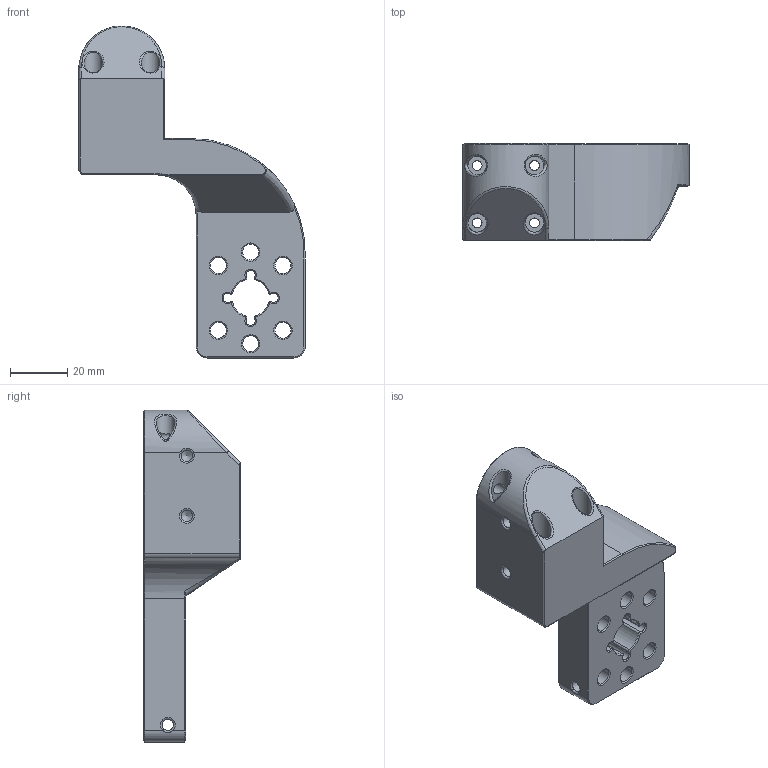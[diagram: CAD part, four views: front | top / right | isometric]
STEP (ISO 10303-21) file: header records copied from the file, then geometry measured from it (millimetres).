
FILE_DESCRIPTION(/* description */ (''),/* implementation_level */ '2;1');
FILE_NAME(/* name */ 'B-Z_No_Magneham_3-B.stp',/* time_stamp */ '2020-10-15T13:38:24-07:00',/* author */ (''),/* organization */ (''),/* preprocessor_version */ 'ST-DEVELOPER v18.1',/* originating_system */ 'Autodesk Translation Framework v9.3.0.1241',/* authorisation */ '');
FILE_SCHEMA (('AUTOMOTIVE_DESIGN { 1 0 10303 214 3 1 1 }'));
Length unit declared in the file: millimetre
Products named in the file (1): Z No Magneham
Bounding box: 79.05 x 33.85 x 116 mm (x, y, z)
Volume: 88695.3 mm3; surface area: 22584.5 mm2
Topology: 1 solids, 1 shells, 203 faces, 548 edges, 337 vertices
Faces by surface type: cone 79, cylinder 63, plane 42, bspline 12, torus 7
Full cylindrical faces by diameter (mm): 3.4 x4, 4 x14, 5.6 x6, 6.5 x4
Entity records: 8083 total; most frequent: CARTESIAN_POINT 2965, DIRECTION 1071, ORIENTED_EDGE 1068, EDGE_CURVE 534, AXIS2_PLACEMENT_3D 431, VERTEX_POINT 335, EDGE_LOOP 247, CIRCLE 220
